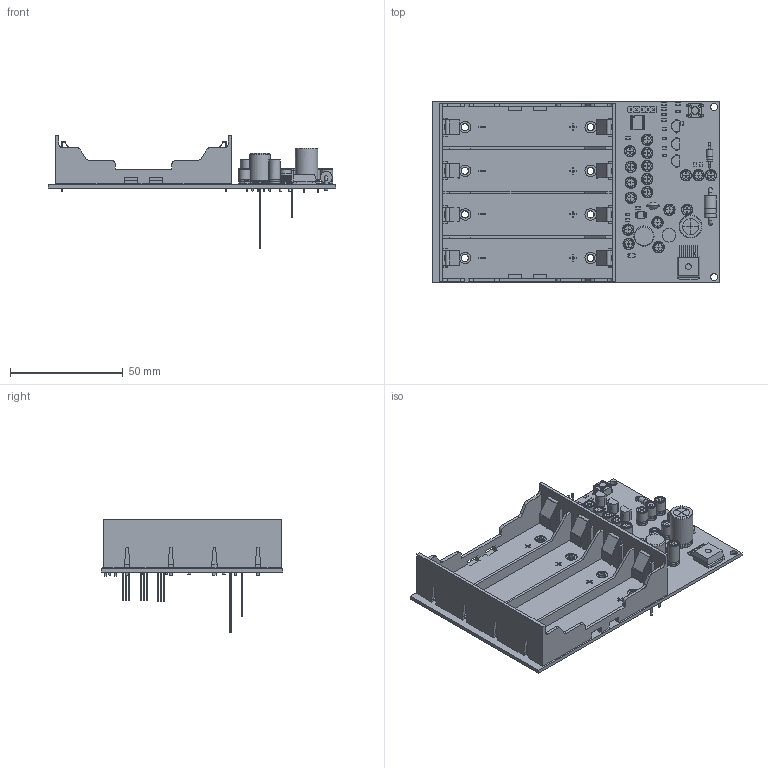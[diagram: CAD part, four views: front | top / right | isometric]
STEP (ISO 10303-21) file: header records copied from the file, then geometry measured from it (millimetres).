
FILE_DESCRIPTION(('KiCad electronic assembly'),'2;1');
FILE_NAME('Avionics Power Regulation Board.step','2024-12-23T21:00:09',( 'Pcbnew'),('Kicad'),'Open CASCADE STEP processor 7.8', 'KiCad to STEP converter','Unknown');
FILE_SCHEMA(('AUTOMOTIVE_DESIGN { 1 0 10303 214 1 1 1 1 }'));
Length unit declared in the file: millimetre
Products named in the file (36): Avionics Power Regulation Board 1; C_Radial_D5.0mm_H11.0mm_P2.00mm; C_Radial_D50mm_H110mm_P200mm; TSSOP-20_4.4x6.5mm_P0.65mm; TSSOP_20_44x65mm_P065mm; L_Radial_D6.0mm_P4.00mm; R_0805_2012Metric; TO-263-5_TabPin3; CQ assembly; D_DO-41_SOD81_P10.16mm_Horizontal; C_Radial_D4.0mm_H7.0mm_P1.50mm; C_Radial_D40mm_H70mm_P150mm; BK-18650-PC8--3DModel-STEP-56544; BK-18650-PC8; C_Radial_D10.0mm_H16.0mm_P5.00mm; C_Radial_D100mm_H160mm_P500mm; BS170; KSC1008YBU; RLB9012-331KL; RLB9012-102KL; D_SOD-123F; D_SOD_123F; SW_PUSH_6mm; D_DO-201AD_P15.24mm_Horizontal; PinHeader_1x05_P2.54mm_Vertical; PinHeader_1x05_P254mm_Vertical; C_Disc_D5.1mm_W3.2mm_P5.00mm; C_Disc_D51mm_W32mm_P500mm; TPS61085DGKR; DGK8; _autosave-Avionics Power Regulation Board_PCB
Assembly tree (69 placements, depth 3):
  Avionics Power Regulation Board 1
    C_Radial_D5.0mm_H11.0mm_P2.00mm  x10
      C_Radial_D50mm_H110mm_P200mm
    TSSOP-20_4.4x6.5mm_P0.65mm
      TSSOP_20_44x65mm_P065mm
    L_Radial_D6.0mm_P4.00mm
      L_Radial_D6.0mm_P4.00mm
    R_0805_2012Metric  x17
      R_0805_2012Metric
    TO-263-5_TabPin3
      CQ assembly
    D_DO-41_SOD81_P10.16mm_Horizontal
      D_DO-41_SOD81_P10.16mm_Horizontal
    C_Radial_D4.0mm_H7.0mm_P1.50mm  x8
      C_Radial_D40mm_H70mm_P150mm
    BK-18650-PC8--3DModel-STEP-56544
      BK-18650-PC8
    C_Radial_D10.0mm_H16.0mm_P5.00mm
      C_Radial_D100mm_H160mm_P500mm
    BS170  x3
      KSC1008YBU
    RLB9012-331KL
      RLB9012-102KL
    D_SOD-123F
      D_SOD_123F
    SW_PUSH_6mm
      SW_PUSH_6mm
    D_DO-201AD_P15.24mm_Horizontal
      D_DO-201AD_P15.24mm_Horizontal
    PinHeader_1x05_P2.54mm_Vertical
      PinHeader_1x05_P254mm_Vertical
    C_Disc_D5.1mm_W3.2mm_P5.00mm
      C_Disc_D51mm_W32mm_P500mm
    TPS61085DGKR
      DGK8
    _autosave-Avionics Power Regulation Board_PCB
Bounding box: 127.41 x 80.49 x 50.24 mm (x, y, z)
Volume: 40170.3 mm3; surface area: 58940.2 mm2
Topology: 86 solids, 105 shells, 2717 faces, 6827 edges, 4412 vertices
Faces by surface type: plane 1857, cylinder 681, bspline 92, revolution 40, torus 29, sphere 10, cone 8
Full cylindrical faces by diameter (mm): 0.3 x16, 0.4 x20, 0.5 x5, 0.6 x18, 0.7 x2, 0.8 x28, 0.965 x2, 1 x11, 1.016 x9, 1.1 x6, 1.2 x2, 1.3 x4, 1.6 x10, 2.5 x1, 2.6 x1, 2.7 x2, 2.72 x1, 3.2 x10, 3.5 x55, 4.8 x6, 5 x36, 5.2 x2, 5.22 x1, 6 x2, 7 x3, 10 x2
Entity records: 60126 total; most frequent: CARTESIAN_POINT 10281, ORIENTED_EDGE 9042, DIRECTION 8830, EDGE_CURVE 4521, LINE 3514, VECTOR 3514, VERTEX_POINT 2924, AXIS2_PLACEMENT_3D 2654
